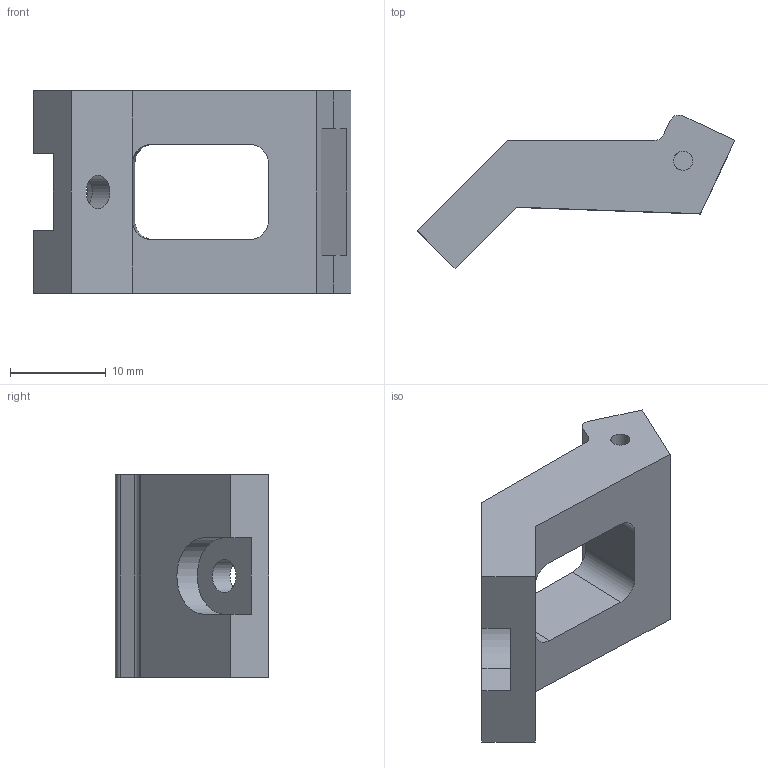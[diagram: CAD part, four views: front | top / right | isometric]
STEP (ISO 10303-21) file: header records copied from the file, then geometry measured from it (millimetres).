
FILE_DESCRIPTION(('FreeCAD Model'),'2;1');
FILE_NAME('Open CASCADE Shape Model','2023-06-22T18:20:22',(''),(''), 'Open CASCADE STEP processor 7.6','FreeCAD','Unknown');
FILE_SCHEMA(('AUTOMOTIVE_DESIGN { 1 0 10303 214 1 1 1 1 }'));
Length unit declared in the file: millimetre
Products named in the file (1): Body
Bounding box: 33.26 x 16.08 x 21.2 mm (x, y, z)
Volume: 3303.1 mm3; surface area: 2506.9 mm2
Topology: 1 solids, 1 shells, 32 faces, 100 edges, 66 vertices
Faces by surface type: plane 23, cylinder 9
Full cylindrical faces by diameter (mm): 2 x1, 3.5 x1
Entity records: 2430 total; most frequent: CARTESIAN_POINT 442, DIRECTION 370, LINE 252, VECTOR 252, ORIENTED_EDGE 196, PCURVE 196, DEFINITIONAL_REPRESENTATION 196, EDGE_CURVE 98
